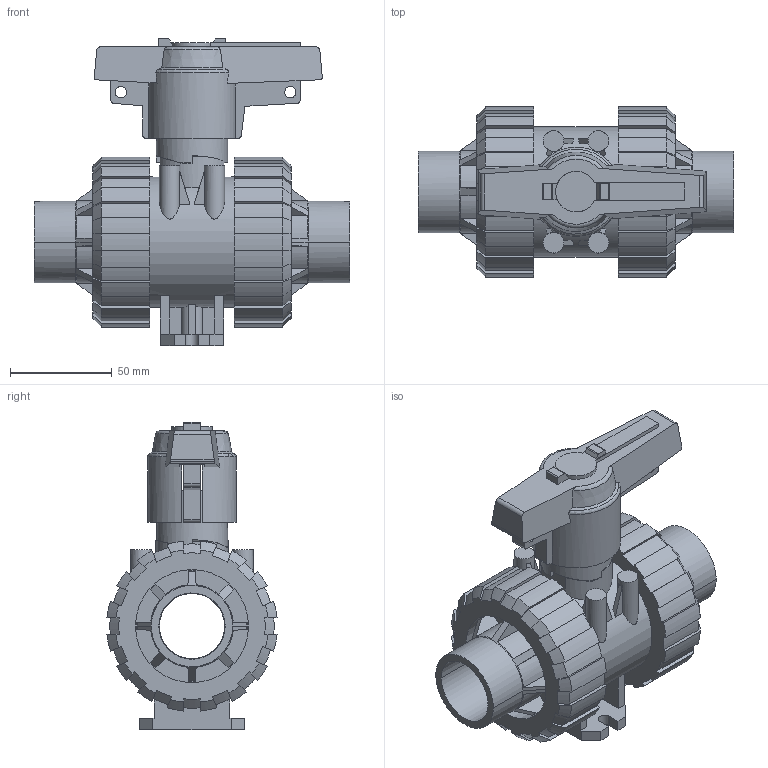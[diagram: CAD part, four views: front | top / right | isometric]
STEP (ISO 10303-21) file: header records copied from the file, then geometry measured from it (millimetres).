
FILE_DESCRIPTION((''),'2;1');
FILE_NAME('PV10053G040.stp','2022-02-16T14:01:36',('RL'),(''),'Autodesk Inventor 2012','Autodesk Inventor 2012','');
FILE_SCHEMA(('AUTOMOTIVE_DESIGN { 1 0 10303 214 1 1 1 1 }'));
Length unit declared in the file: millimetre
Products named in the file (1): PV10053G040
Bounding box: 155 x 83.61 x 151.27 mm (x, y, z)
Volume: 479114.1 mm3; surface area: 130292.1 mm2
Topology: 6 solids, 6 shells, 486 faces, 1403 edges, 936 vertices
Faces by surface type: plane 250, cylinder 104, cone 92, bspline 32, torus 8
Full cylindrical faces by diameter (mm): 5.5 x2, 10.1 x4, 32 x1, 35 x1, 55.6 x2, 64.2 x3
Entity records: 17016 total; most frequent: CARTESIAN_POINT 4749, ORIENTED_EDGE 2762, DIRECTION 2333, EDGE_CURVE 1381, VERTEX_POINT 928, AXIS2_PLACEMENT_3D 825, VECTOR 683, LINE 683
